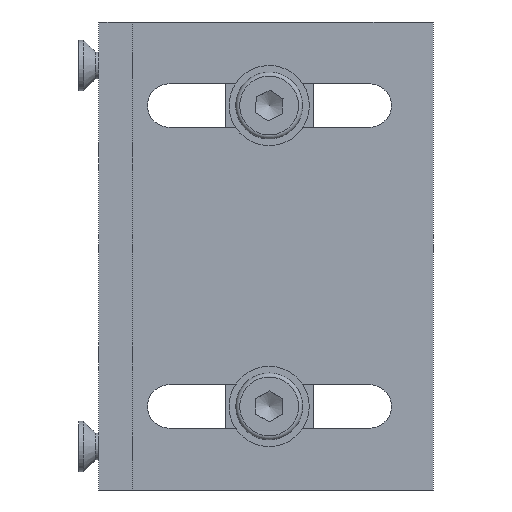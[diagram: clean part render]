
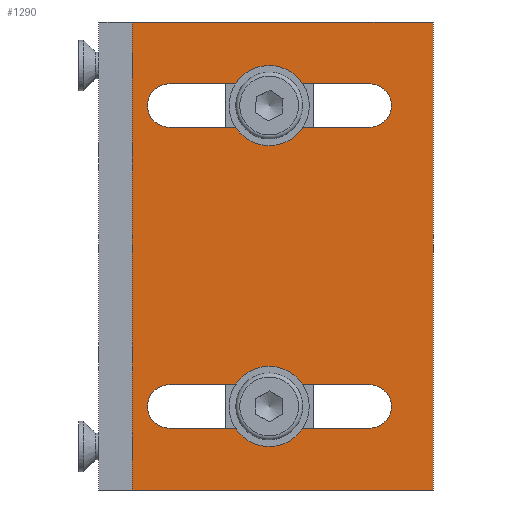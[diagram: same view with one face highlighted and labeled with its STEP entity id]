
A CAD part, left-side view. The second image highlights one B-rep face of the part: STEP entity #1290.
In plain terms, the highlighted planar face has unit normal (-1, 0, 0).
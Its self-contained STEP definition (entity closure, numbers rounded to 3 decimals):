
#107=FACE_BOUND('',#255,.T.);
#108=FACE_BOUND('',#256,.T.);
#131=PLANE('',#1495);
#180=FACE_OUTER_BOUND('',#254,.T.);
#254=EDGE_LOOP('',(#958,#959,#960,#961));
#255=EDGE_LOOP('',(#962,#963,#964,#965));
#256=EDGE_LOOP('',(#966,#967,#968,#969));
#334=LINE('',#2010,#437);
#338=LINE('',#2021,#441);
#340=LINE('',#2026,#443);
#345=LINE('',#2040,#448);
#352=LINE('',#2058,#455);
#358=LINE('',#2069,#461);
#359=LINE('',#2072,#462);
#360=LINE('',#2073,#463);
#437=VECTOR('',#1640,10.);
#441=VECTOR('',#1652,10.);
#443=VECTOR('',#1656,10.);
#448=VECTOR('',#1669,10.);
#455=VECTOR('',#1684,10.);
#461=VECTOR('',#1694,10.);
#462=VECTOR('',#1697,10.);
#463=VECTOR('',#1698,10.);
#542=CIRCLE('',#1477,3.25);
#544=CIRCLE('',#1481,3.25);
#546=CIRCLE('',#1486,3.25);
#548=CIRCLE('',#1490,3.25);
#591=VERTEX_POINT('',#2000);
#592=VERTEX_POINT('',#2001);
#595=VERTEX_POINT('',#2009);
#597=VERTEX_POINT('',#2015);
#599=VERTEX_POINT('',#2024);
#600=VERTEX_POINT('',#2025);
#603=VERTEX_POINT('',#2033);
#605=VERTEX_POINT('',#2039);
#611=VERTEX_POINT('',#2055);
#612=VERTEX_POINT('',#2057);
#615=VERTEX_POINT('',#2067);
#616=VERTEX_POINT('',#2071);
#718=EDGE_CURVE('',#591,#592,#542,.T.);
#722=EDGE_CURVE('',#592,#595,#334,.T.);
#725=EDGE_CURVE('',#595,#597,#544,.T.);
#728=EDGE_CURVE('',#597,#591,#338,.T.);
#730=EDGE_CURVE('',#599,#600,#340,.T.);
#734=EDGE_CURVE('',#600,#603,#546,.T.);
#737=EDGE_CURVE('',#603,#605,#345,.T.);
#740=EDGE_CURVE('',#605,#599,#548,.T.);
#746=EDGE_CURVE('',#612,#611,#352,.T.);
#752=EDGE_CURVE('',#615,#611,#358,.T.);
#753=EDGE_CURVE('',#615,#616,#359,.T.);
#754=EDGE_CURVE('',#616,#612,#360,.T.);
#958=ORIENTED_EDGE('',*,*,#753,.T.);
#959=ORIENTED_EDGE('',*,*,#754,.T.);
#960=ORIENTED_EDGE('',*,*,#746,.T.);
#961=ORIENTED_EDGE('',*,*,#752,.F.);
#962=ORIENTED_EDGE('',*,*,#725,.T.);
#963=ORIENTED_EDGE('',*,*,#728,.T.);
#964=ORIENTED_EDGE('',*,*,#718,.T.);
#965=ORIENTED_EDGE('',*,*,#722,.T.);
#966=ORIENTED_EDGE('',*,*,#737,.T.);
#967=ORIENTED_EDGE('',*,*,#740,.T.);
#968=ORIENTED_EDGE('',*,*,#730,.T.);
#969=ORIENTED_EDGE('',*,*,#734,.T.);
#1290=ADVANCED_FACE('',(#180,#107,#108),#131,.T.);
#1477=AXIS2_PLACEMENT_3D('',#2002,#1632,#1633);
#1481=AXIS2_PLACEMENT_3D('',#2016,#1645,#1646);
#1486=AXIS2_PLACEMENT_3D('',#2034,#1662,#1663);
#1490=AXIS2_PLACEMENT_3D('',#2045,#1674,#1675);
#1495=AXIS2_PLACEMENT_3D('',#2070,#1695,#1696);
#1632=DIRECTION('center_axis',(1.,0.,0.));
#1633=DIRECTION('ref_axis',(0.,0.,1.));
#1640=DIRECTION('',(0.,1.,0.));
#1645=DIRECTION('center_axis',(1.,0.,0.));
#1646=DIRECTION('ref_axis',(0.,0.,-1.));
#1652=DIRECTION('',(0.,-1.,0.));
#1656=DIRECTION('',(0.,-1.,0.));
#1662=DIRECTION('center_axis',(1.,0.,0.));
#1663=DIRECTION('ref_axis',(0.,0.,1.));
#1669=DIRECTION('',(0.,1.,0.));
#1674=DIRECTION('center_axis',(1.,0.,0.));
#1675=DIRECTION('ref_axis',(0.,0.,-1.));
#1684=DIRECTION('',(0.,-1.,0.));
#1694=DIRECTION('',(0.,0.,-1.));
#1695=DIRECTION('center_axis',(-1.,0.,0.));
#1696=DIRECTION('ref_axis',(0.,0.,1.));
#1697=DIRECTION('',(0.,1.,0.));
#1698=DIRECTION('',(0.,0.,-1.));
#2000=CARTESIAN_POINT('',(3.5,-40.5,-19.25));
#2001=CARTESIAN_POINT('',(3.5,-40.5,-25.75));
#2002=CARTESIAN_POINT('Origin',(3.5,-40.5,-22.5));
#2009=CARTESIAN_POINT('',(3.5,-10.5,-25.75));
#2010=CARTESIAN_POINT('',(3.5,-45.25,-25.75));
#2015=CARTESIAN_POINT('',(3.5,-10.5,-19.25));
#2016=CARTESIAN_POINT('Origin',(3.5,-10.5,-22.5));
#2021=CARTESIAN_POINT('',(3.5,-30.25,-19.25));
#2024=CARTESIAN_POINT('',(3.5,-10.5,25.75));
#2025=CARTESIAN_POINT('',(3.5,-40.5,25.75));
#2026=CARTESIAN_POINT('',(3.5,-30.25,25.75));
#2033=CARTESIAN_POINT('',(3.5,-40.5,19.25));
#2034=CARTESIAN_POINT('Origin',(3.5,-40.5,22.5));
#2039=CARTESIAN_POINT('',(3.5,-10.5,19.25));
#2040=CARTESIAN_POINT('',(3.5,-45.25,19.25));
#2045=CARTESIAN_POINT('Origin',(3.5,-10.5,22.5));
#2055=CARTESIAN_POINT('',(3.5,-50.,-35.));
#2057=CARTESIAN_POINT('',(3.5,-5.,-35.));
#2058=CARTESIAN_POINT('',(3.5,-50.,-35.));
#2067=CARTESIAN_POINT('',(3.5,-50.,35.));
#2069=CARTESIAN_POINT('',(3.5,-50.,0.));
#2070=CARTESIAN_POINT('Origin',(3.5,-50.,0.));
#2071=CARTESIAN_POINT('',(3.5,-5.,35.));
#2072=CARTESIAN_POINT('',(3.5,-50.,35.));
#2073=CARTESIAN_POINT('',(3.5,-5.,0.));
